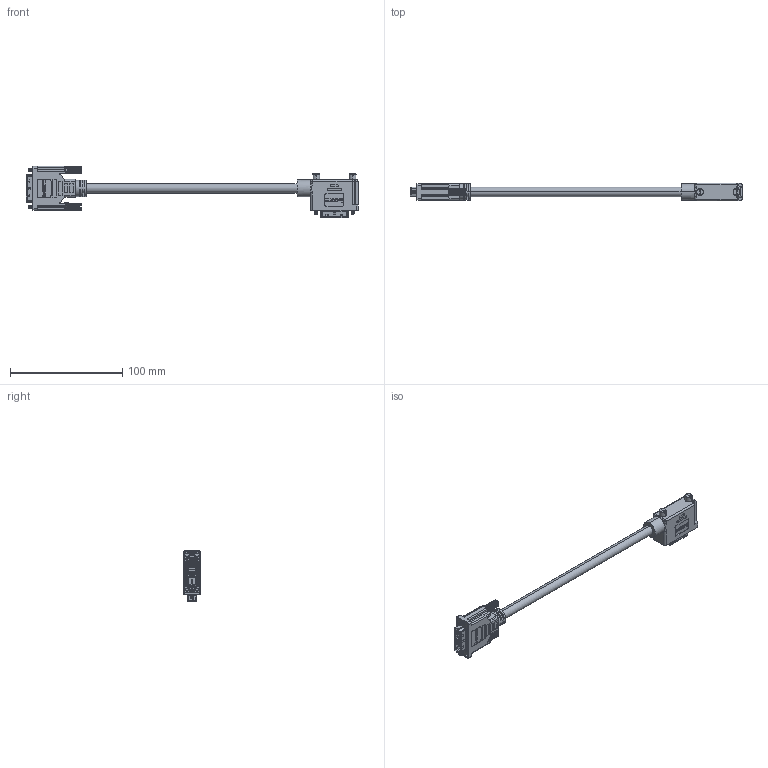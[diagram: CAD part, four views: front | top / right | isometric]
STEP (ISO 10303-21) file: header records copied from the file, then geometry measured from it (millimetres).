
FILE_DESCRIPTION (( 'STEP AP214' ), '1' );
FILE_NAME ('DVIDS-RA3Z.STEP', '2013-04-23T14:09:01', ( 'x' ), ( '' ), 'SwSTEP 2.0', 'SolidWorks 2012', '' );
FILE_SCHEMA (( 'AUTOMOTIVE_DESIGN' ));
Length unit declared in the file: inch
Products named in the file (10): SCREW_默认; DVI-ISL(18+5)M HOUSING_默认_NEW LOGO; MTN-670_SL_Left exit with thumbscrews; 1AJ06-076_SUPRESSED KNURL; MTN-671_left exit_SL; 1AH01-007___; MTN-671; MTN-670_Left exit; DVI-DL CABLELINE_默认1; DVIDS-RA3Z
Assembly tree (12 placements, depth 4):
  DVIDS-RA3Z
    DVI-DL CABLELINE_默认1
    MTN-670_SL_Left exit with thumbscrews
      MTN-670_Left exit
      MTN-671_left exit_SL
        MTN-671
        1AH01-007___
      1AJ06-076_SUPRESSED KNURL  x2
    DVI-ISL(18+5)M HOUSING_默认_NEW LOGO
    1AH01-007___
    SCREW_默认  x2
Bounding box: 295.24 x 15.6 x 45.55 mm (x, y, z)
Volume: 46950.8 mm3; surface area: 33325.7 mm2
Topology: 48 solids, 48 shells, 3094 faces, 7896 edges, 5076 vertices
Faces by surface type: plane 2026, cylinder 474, bspline 451, cone 106, torus 37
Entity records: 67953 total; most frequent: CARTESIAN_POINT 23182, ORIENTED_EDGE 9572, DIRECTION 8019, EDGE_CURVE 4786, VECTOR 3541, LINE 3541, VERTEX_POINT 3081, AXIS2_PLACEMENT_3D 2239
